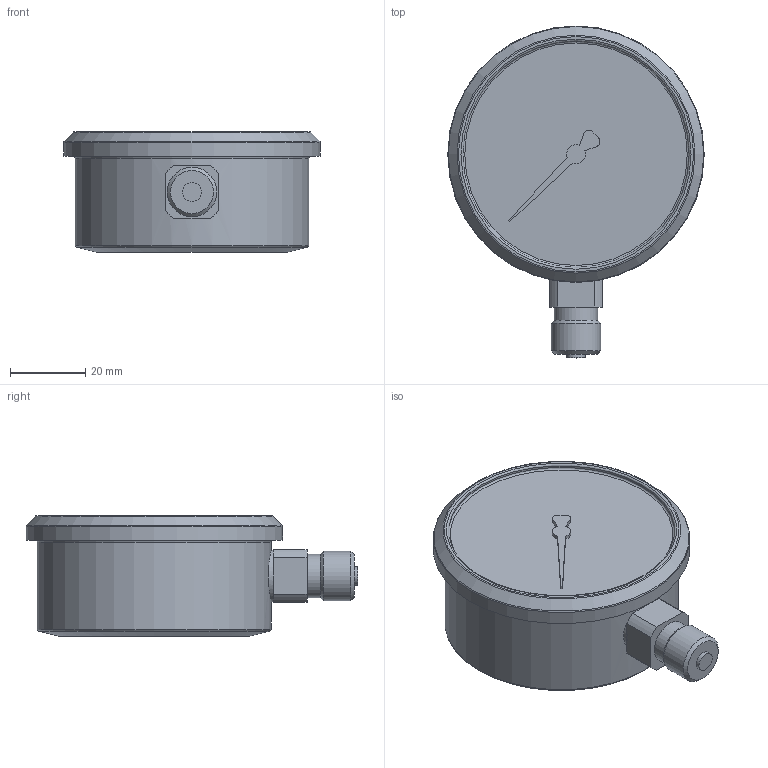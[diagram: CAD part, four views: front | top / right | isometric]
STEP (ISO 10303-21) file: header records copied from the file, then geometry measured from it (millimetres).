
FILE_DESCRIPTION(/* description */ ('STEP AP214'),/* implementation_level */ '2;1');
FILE_NAME(/* name */ '1908519_PAGL-HP3-63-60-G14-RC',/* time_stamp */ '2024-09-13T13:28:22+02:00',/* author */ ('License CC BY-ND 4.0'),/* organization */ ('CADENAS'),/* preprocessor_version */ 'ST-DEVELOPER v19.3',/* originating_system */ 'PARTsolutions',/* authorisation */ ' ');
FILE_SCHEMA (('AUTOMOTIVE_DESIGN {1 0 10303 214 3 1 1}'));
Length unit declared in the file: millimetre
Products named in the file (1): 1908519 PAGL-HP3-63-60-G14-RC
Bounding box: 68 x 88 x 32 mm (x, y, z)
Volume: 98238.1 mm3; surface area: 14318.8 mm2
Topology: 1 solids, 1 shells, 48 faces, 103 edges, 63 vertices
Faces by surface type: plane 22, cylinder 15, torus 7, cone 4
Full cylindrical faces by diameter (mm): 5 x1, 11.45 x1, 13.157 x1, 14 x1, 60 x1, 62 x1, 68 x1
Entity records: 1580 total; most frequent: DIRECTION 224, CARTESIAN_POINT 215, ORIENTED_EDGE 170, AXIS2_PLACEMENT_3D 91, EDGE_CURVE 85, EDGE_LOOP 72, FACE_BOUND 72, VERTEX_POINT 63
